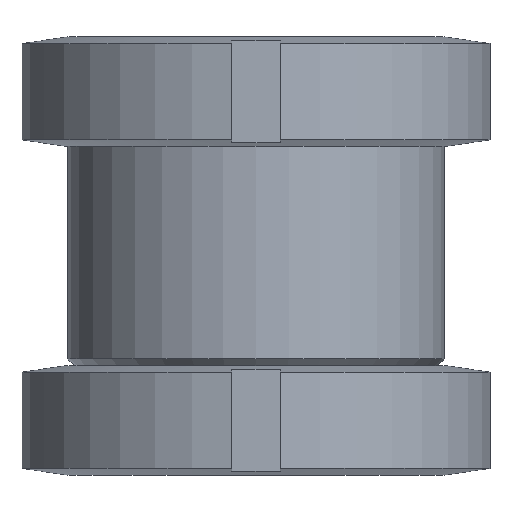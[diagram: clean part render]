
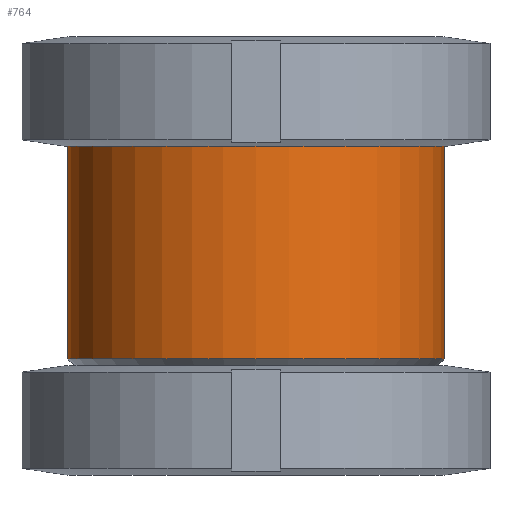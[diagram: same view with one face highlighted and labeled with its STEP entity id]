
A CAD part, front view. The second image highlights one B-rep face of the part: STEP entity #764.
In plain terms, the highlighted cylindrical face has radius 23.2 mm (diameter 46.4 mm), a partial arc.
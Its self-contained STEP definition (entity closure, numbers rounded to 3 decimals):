
#632=EDGE_CURVE('',#902,#750,#1419,.T.);
#742=EDGE_CURVE('',#1002,#778,#1536,.T.);
#750=VERTEX_POINT('',#1544);
#764=ADVANCED_FACE('',(#1561),#1562,.T.);
#768=EDGE_CURVE('',#778,#902,#1566,.T.);
#778=VERTEX_POINT('',#1577);
#902=VERTEX_POINT('',#1710);
#1002=VERTEX_POINT('',#1828);
#1054=EDGE_CURVE('',#1002,#750,#1884,.T.);
#1419=LINE('',#2487,#2488);
#1536=LINE('',#2747,#2748);
#1544=CARTESIAN_POINT('',(-23.2,0.,40.5));
#1561=FACE_OUTER_BOUND('',#2786,.T.);
#1562=CYLINDRICAL_SURFACE('',#2787,23.2);
#1566=CIRCLE('',#2802,23.2);
#1577=CARTESIAN_POINT('',(23.2,0.,14.31));
#1710=CARTESIAN_POINT('',(-23.2,0.,14.31));
#1828=CARTESIAN_POINT('',(23.2,0.,40.5));
#1884=CIRCLE('',#3402,23.2);
#2487=CARTESIAN_POINT('',(-23.2,0.,27.405));
#2488=VECTOR('',#3866,1.0);
#2747=CARTESIAN_POINT('',(23.2,0.,27.405));
#2748=VECTOR('',#3956,1.0);
#2786=EDGE_LOOP('',(#3986,#3987,#3988,#3989));
#2787=AXIS2_PLACEMENT_3D('',#3990,#3991,#3992);
#2802=AXIS2_PLACEMENT_3D('',#3993,#3994,#3995);
#3402=AXIS2_PLACEMENT_3D('',#4341,#4342,#4343);
#3866=DIRECTION('',(-0.0,0.,1.0));
#3956=DIRECTION('',(0.0,0.,-1.0));
#3986=ORIENTED_EDGE('',*,*,#742,.F.);
#3987=ORIENTED_EDGE('',*,*,#1054,.T.);
#3988=ORIENTED_EDGE('',*,*,#632,.F.);
#3989=ORIENTED_EDGE('',*,*,#768,.F.);
#3990=CARTESIAN_POINT('',(0.0,0.,27.405));
#3991=DIRECTION('',(-0.0,0.,1.0));
#3992=DIRECTION('',(1.0,0.0,0.0));
#3993=CARTESIAN_POINT('',(0.0,0.,14.31));
#3994=DIRECTION('',(0.0,0.,-1.0));
#3995=DIRECTION('',(1.0,0.0,0.0));
#4341=CARTESIAN_POINT('',(0.0,0.,40.5));
#4342=DIRECTION('',(0.0,0.,-1.0));
#4343=DIRECTION('',(1.0,0.0,0.0));
